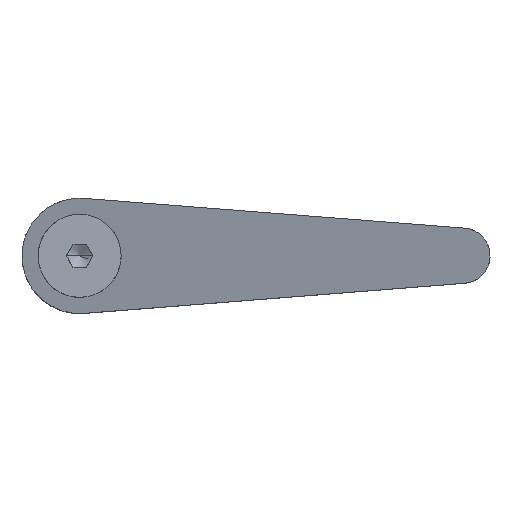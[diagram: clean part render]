
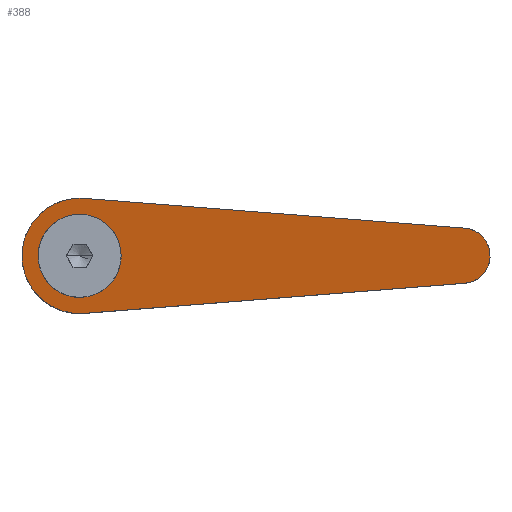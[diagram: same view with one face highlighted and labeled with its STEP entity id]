
A CAD part, top view. The second image highlights one B-rep face of the part: STEP entity #388.
In plain terms, the highlighted planar face has unit normal (-0.26, 0, 0.966).
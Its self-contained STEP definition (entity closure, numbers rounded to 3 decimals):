
#256=EDGE_CURVE('',#370,#512,#667,.T.);
#268=EDGE_CURVE('',#390,#468,#679,.T.);
#278=EDGE_CURVE('',#468,#324,#690,.T.);
#324=VERTEX_POINT('',#740);
#368=EDGE_CURVE('',#324,#374,#788,.T.);
#370=VERTEX_POINT('',#790);
#374=VERTEX_POINT('',#794);
#388=ADVANCED_FACE('',(#812,#813),#814,.F.);
#390=VERTEX_POINT('',#816);
#392=EDGE_CURVE('',#374,#494,#818,.T.);
#408=EDGE_CURVE('',#512,#598,#841,.T.);
#450=EDGE_CURVE('',#494,#390,#890,.T.);
#468=VERTEX_POINT('',#910);
#488=EDGE_CURVE('',#598,#370,#932,.T.);
#494=VERTEX_POINT('',#938);
#512=VERTEX_POINT('',#960);
#598=VERTEX_POINT('',#1052);
#667=ELLIPSE('',#1140,9.32,9.0);
#679=ELLIPSE('',#1159,6.214,6.);
#690=LINE('',#1182,#1183);
#740=CARTESIAN_POINT('',(0.979,12.462,90.029));
#788=ELLIPSE('',#1329,12.945,12.5);
#790=CARTESIAN_POINT('',(0.,9.,89.765));
#794=CARTESIAN_POINT('',(-12.5,0.,86.4));
#812=FACE_BOUND('',#1364,.T.);
#813=FACE_OUTER_BOUND('',#1365,.T.);
#814=PLANE('',#1366);
#816=CARTESIAN_POINT('',(83.47,-5.982,112.239));
#818=ELLIPSE('',#1371,12.945,12.5);
#841=ELLIPSE('',#1397,9.32,9.0);
#890=LINE('',#1463,#1464);
#910=CARTESIAN_POINT('',(83.47,5.982,112.239));
#932=ELLIPSE('',#1519,9.32,9.0);
#938=CARTESIAN_POINT('',(0.979,-12.462,90.029));
#960=CARTESIAN_POINT('',(-0.216,8.997,89.707));
#1052=CARTESIAN_POINT('',(0.,-9.,89.765));
#1140=AXIS2_PLACEMENT_3D('',#1781,#1782,#1783);
#1159=AXIS2_PLACEMENT_3D('',#1792,#1793,#1794);
#1182=CARTESIAN_POINT('',(46.465,8.888,102.276));
#1183=VECTOR('',#1809,1.0);
#1329=AXIS2_PLACEMENT_3D('',#1890,#1891,#1892);
#1364=EDGE_LOOP('',(#1928,#1929,#1930));
#1365=EDGE_LOOP('',(#1931,#1932,#1933,#1934,#1935));
#1366=AXIS2_PLACEMENT_3D('',#1936,#1937,#1938);
#1371=AXIS2_PLACEMENT_3D('',#1939,#1940,#1941);
#1397=AXIS2_PLACEMENT_3D('',#1989,#1990,#1991);
#1463=CARTESIAN_POINT('',(84.939,-5.866,112.634));
#1464=VECTOR('',#2070,1.0);
#1519=AXIS2_PLACEMENT_3D('',#2113,#2114,#2115);
#1781=CARTESIAN_POINT('',(0.,0.,89.765));
#1782=DIRECTION('',(-0.26,0.,0.966));
#1783=DIRECTION('',(-0.966,0.0,-0.26));
#1792=CARTESIAN_POINT('',(83.0,0.0,112.112));
#1793=DIRECTION('',(-0.26,0.,0.966));
#1794=DIRECTION('',(0.966,0.,0.26));
#1809=DIRECTION('',(-0.963,0.076,-0.259));
#1890=CARTESIAN_POINT('',(0.,0.,89.765));
#1891=DIRECTION('',(-0.26,0.,0.966));
#1892=DIRECTION('',(-0.966,0.,-0.26));
#1928=ORIENTED_EDGE('',*,*,#408,.F.);
#1929=ORIENTED_EDGE('',*,*,#256,.F.);
#1930=ORIENTED_EDGE('',*,*,#488,.F.);
#1931=ORIENTED_EDGE('',*,*,#368,.T.);
#1932=ORIENTED_EDGE('',*,*,#392,.T.);
#1933=ORIENTED_EDGE('',*,*,#450,.T.);
#1934=ORIENTED_EDGE('',*,*,#268,.T.);
#1935=ORIENTED_EDGE('',*,*,#278,.T.);
#1936=CARTESIAN_POINT('',(40.277,0.,100.61));
#1937=DIRECTION('',(0.26,0.,-0.966));
#1938=DIRECTION('',(0.251,0.966,0.068));
#1939=CARTESIAN_POINT('',(0.,0.,89.765));
#1940=DIRECTION('',(-0.26,0.,0.966));
#1941=DIRECTION('',(-0.966,0.,-0.26));
#1989=CARTESIAN_POINT('',(0.,0.,89.765));
#1990=DIRECTION('',(-0.26,0.,0.966));
#1991=DIRECTION('',(-0.966,0.0,-0.26));
#2070=DIRECTION('',(0.963,0.076,0.259));
#2113=CARTESIAN_POINT('',(0.,0.,89.765));
#2114=DIRECTION('',(-0.26,0.,0.966));
#2115=DIRECTION('',(-0.966,0.0,-0.26));
